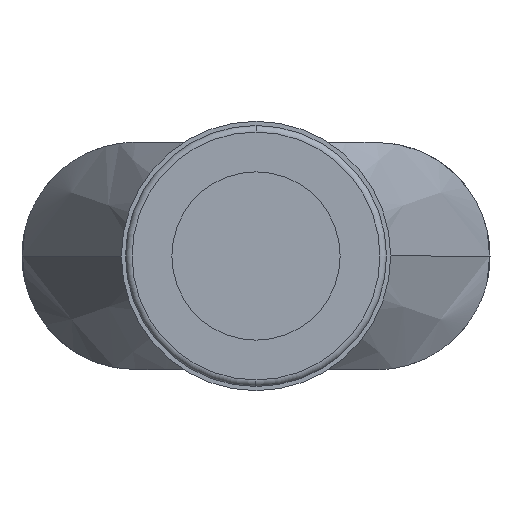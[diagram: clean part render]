
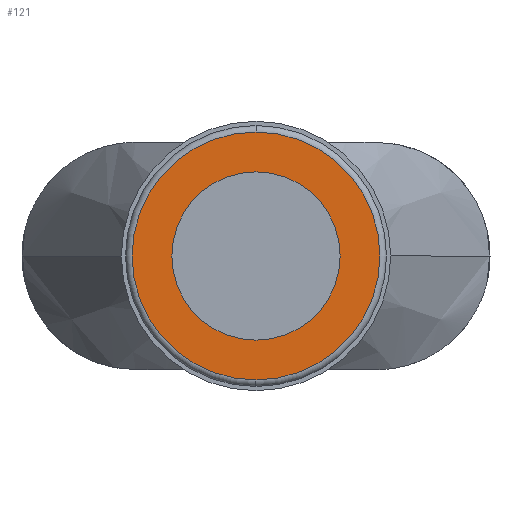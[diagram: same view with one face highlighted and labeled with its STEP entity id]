
A CAD part, left-side view. The second image highlights one B-rep face of the part: STEP entity #121.
In plain terms, the highlighted planar face has unit normal (-1, 0, 0).
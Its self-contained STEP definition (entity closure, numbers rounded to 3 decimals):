
#121=ADVANCED_FACE('',(#299,#300),#301,.T.);
#299=FACE_BOUND('',#510,.T.);
#300=FACE_OUTER_BOUND('',#511,.T.);
#301=PLANE('',#512);
#510=EDGE_LOOP('',(#1140,#1141));
#511=EDGE_LOOP('',(#1142,#1143,#1144));
#512=AXIS2_PLACEMENT_3D('',#1145,#1146,#1147);
#1140=ORIENTED_EDGE('',*,*,#1429,.T.);
#1141=ORIENTED_EDGE('',*,*,#1505,.T.);
#1142=ORIENTED_EDGE('',*,*,#1526,.T.);
#1143=ORIENTED_EDGE('',*,*,#1382,.T.);
#1144=ORIENTED_EDGE('',*,*,#1527,.T.);
#1145=CARTESIAN_POINT('',(0.,3.681,0.));
#1146=DIRECTION('',(-1.0,0.,0.));
#1147=DIRECTION('',(0.,1.0,0.));
#1382=EDGE_CURVE('',#1720,#1726,#1728,.T.);
#1429=EDGE_CURVE('',#1810,#1814,#1816,.T.);
#1505=EDGE_CURVE('',#1814,#1810,#1942,.T.);
#1526=EDGE_CURVE('',#1965,#1720,#1966,.T.);
#1527=EDGE_CURVE('',#1726,#1965,#1967,.T.);
#1720=VERTEX_POINT('',#2279);
#1726=VERTEX_POINT('',#2285);
#1728=CIRCLE('',#2287,7.363);
#1810=VERTEX_POINT('',#2387);
#1814=VERTEX_POINT('',#2392);
#1816=CIRCLE('',#2395,5.0);
#1942=CIRCLE('',#2572,5.0);
#1965=VERTEX_POINT('',#2595);
#1966=CIRCLE('',#2596,7.363);
#1967=CIRCLE('',#2597,7.363);
#2279=CARTESIAN_POINT('',(0.,0.,-7.363));
#2285=CARTESIAN_POINT('',(0.,0.,7.363));
#2287=AXIS2_PLACEMENT_3D('',#2931,#2932,#2933);
#2387=CARTESIAN_POINT('',(0.,-5.0,0.0));
#2392=CARTESIAN_POINT('',(0.,5.0,0.));
#2395=AXIS2_PLACEMENT_3D('',#3032,#3033,#3034);
#2572=AXIS2_PLACEMENT_3D('',#3158,#3159,#3160);
#2595=CARTESIAN_POINT('',(0.,7.363,0.));
#2596=AXIS2_PLACEMENT_3D('',#3221,#3222,#3223);
#2597=AXIS2_PLACEMENT_3D('',#3224,#3225,#3226);
#2931=CARTESIAN_POINT('',(0.,0.,0.));
#2932=DIRECTION('',(-1.0,0.,0.));
#2933=DIRECTION('',(0.,1.0,0.));
#3032=CARTESIAN_POINT('',(0.0,0.0,0.0));
#3033=DIRECTION('',(1.0,0.,0.));
#3034=DIRECTION('',(0.,-1.0,0.));
#3158=CARTESIAN_POINT('',(0.0,0.0,0.0));
#3159=DIRECTION('',(1.0,0.,0.));
#3160=DIRECTION('',(0.,-1.0,0.));
#3221=CARTESIAN_POINT('',(0.,0.,0.));
#3222=DIRECTION('',(-1.0,0.,0.));
#3223=DIRECTION('',(0.,1.0,0.));
#3224=CARTESIAN_POINT('',(0.,0.,0.));
#3225=DIRECTION('',(-1.0,0.,0.));
#3226=DIRECTION('',(0.,1.0,0.));
